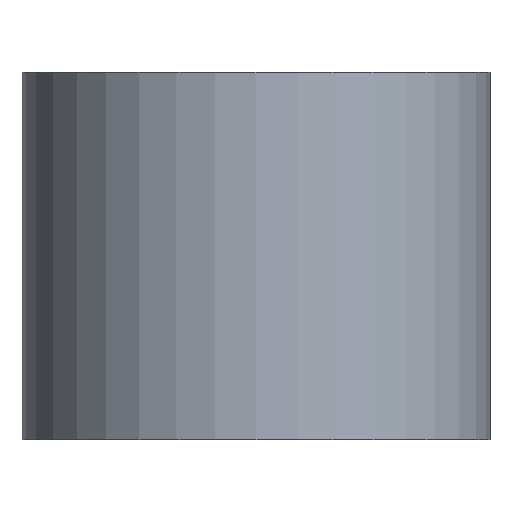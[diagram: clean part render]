
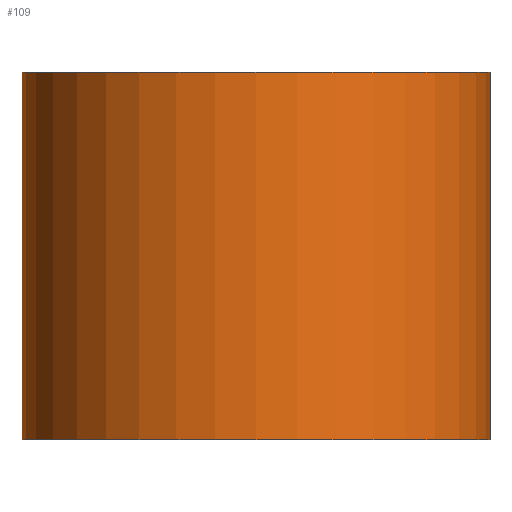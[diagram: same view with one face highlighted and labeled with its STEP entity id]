
A CAD part, front view. The second image highlights one B-rep face of the part: STEP entity #109.
In plain terms, the highlighted cylindrical face has radius 15.9 mm (diameter 31.8 mm), a full revolution.
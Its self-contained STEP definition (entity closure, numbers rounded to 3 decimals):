
#18=LINE('',#197,#22);
#22=VECTOR('',#168,15.9);
#26=CYLINDRICAL_SURFACE('',#136,15.9);
#37=FACE_OUTER_BOUND('',#46,.T.);
#46=EDGE_LOOP('',(#95,#96,#97,#98));
#51=CIRCLE('',#126,15.9);
#58=CIRCLE('',#137,15.9);
#59=VERTEX_POINT('',#175);
#66=VERTEX_POINT('',#196);
#67=EDGE_CURVE('',#59,#59,#51,.T.);
#77=EDGE_CURVE('',#59,#66,#18,.T.);
#78=EDGE_CURVE('',#66,#66,#58,.T.);
#95=ORIENTED_EDGE('',*,*,#67,.T.);
#96=ORIENTED_EDGE('',*,*,#77,.T.);
#97=ORIENTED_EDGE('',*,*,#78,.T.);
#98=ORIENTED_EDGE('',*,*,#77,.F.);
#109=ADVANCED_FACE('',(#37),#26,.T.);
#126=AXIS2_PLACEMENT_3D('',#176,#143,#144);
#136=AXIS2_PLACEMENT_3D('',#195,#166,#167);
#137=AXIS2_PLACEMENT_3D('',#198,#169,#170);
#143=DIRECTION('center_axis',(0.,0.,-1.));
#144=DIRECTION('ref_axis',(1.,0.,0.));
#166=DIRECTION('center_axis',(0.,0.,1.));
#167=DIRECTION('ref_axis',(1.,0.,0.));
#168=DIRECTION('',(0.,0.,-1.));
#169=DIRECTION('center_axis',(0.,0.,1.));
#170=DIRECTION('ref_axis',(1.,0.,0.));
#175=CARTESIAN_POINT('',(-15.9,0.,134.));
#176=CARTESIAN_POINT('Origin',(0.,0.,134.));
#195=CARTESIAN_POINT('Origin',(0.,0.,109.));
#196=CARTESIAN_POINT('',(-15.9,0.,109.));
#197=CARTESIAN_POINT('',(-15.9,0.,109.));
#198=CARTESIAN_POINT('Origin',(0.,0.,109.));
